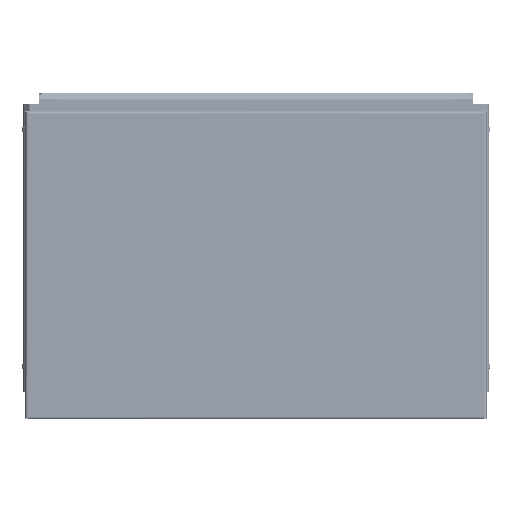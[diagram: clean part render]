
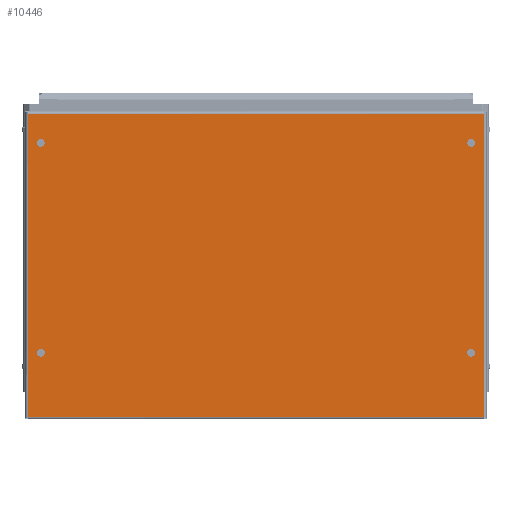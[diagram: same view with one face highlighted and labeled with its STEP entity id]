
A CAD part, front view. The second image highlights one B-rep face of the part: STEP entity #10446.
In plain terms, the highlighted face is planar.
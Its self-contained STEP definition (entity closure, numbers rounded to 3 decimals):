
#1223=FACE_BOUND('',#14063,.T.);
#1224=FACE_BOUND('',#14064,.T.);
#1225=FACE_BOUND('',#14065,.T.);
#1226=FACE_BOUND('',#14066,.T.);
#1227=FACE_BOUND('',#14067,.T.);
#2302=PLANE('',#31497);
#2922=B_SPLINE_CURVE_WITH_KNOTS('',3,(#51797,#51798,#51799,#51800),
 .UNSPECIFIED.,.F.,.F.,(4,4),(0.,1.),.UNSPECIFIED.);
#2923=B_SPLINE_CURVE_WITH_KNOTS('',3,(#51802,#51803,#51804,#51805),
 .UNSPECIFIED.,.F.,.F.,(4,4),(0.,1.),.UNSPECIFIED.);
#2924=B_SPLINE_CURVE_WITH_KNOTS('',3,(#51807,#51808,#51809,#51810),
 .UNSPECIFIED.,.F.,.F.,(4,4),(0.,1.),.UNSPECIFIED.);
#2925=B_SPLINE_CURVE_WITH_KNOTS('',3,(#51812,#51813,#51814,#51815),
 .UNSPECIFIED.,.F.,.F.,(4,4),(0.,1.),.UNSPECIFIED.);
#10446=ADVANCED_FACE('F27',(#1223,#1224,#1225,#1226,#1227),#2302,.T.);
#14063=EDGE_LOOP('',(#21765,#21766,#21767,#21768));
#14064=EDGE_LOOP('',(#21769));
#14065=EDGE_LOOP('',(#21770));
#14066=EDGE_LOOP('',(#21771));
#14067=EDGE_LOOP('',(#21772));
#21765=ORIENTED_EDGE('',*,*,#28887,.F.);
#21766=ORIENTED_EDGE('',*,*,#28888,.F.);
#21767=ORIENTED_EDGE('',*,*,#28889,.F.);
#21768=ORIENTED_EDGE('',*,*,#28890,.F.);
#21769=ORIENTED_EDGE('',*,*,#28885,.T.);
#21770=ORIENTED_EDGE('',*,*,#28882,.T.);
#21771=ORIENTED_EDGE('',*,*,#28879,.T.);
#21772=ORIENTED_EDGE('',*,*,#28876,.T.);
#24904=VERTEX_POINT('',#51762);
#24907=VERTEX_POINT('',#51772);
#24909=VERTEX_POINT('',#51779);
#24911=VERTEX_POINT('',#51786);
#24913=VERTEX_POINT('',#51793);
#24914=VERTEX_POINT('',#51801);
#24915=VERTEX_POINT('',#51806);
#24916=VERTEX_POINT('',#51811);
#28876=EDGE_CURVE('E108',#24907,#24907,#29704,.T.);
#28879=EDGE_CURVE('E107',#24909,#24909,#29706,.T.);
#28882=EDGE_CURVE('E106',#24911,#24911,#29708,.T.);
#28885=EDGE_CURVE('E105',#24913,#24913,#29710,.T.);
#28887=EDGE_CURVE('E88',#24904,#24914,#2922,.T.);
#28888=EDGE_CURVE('E68',#24915,#24904,#2923,.T.);
#28889=EDGE_CURVE('E80',#24916,#24915,#2924,.T.);
#28890=EDGE_CURVE('E62',#24914,#24916,#2925,.T.);
#29704=CIRCLE('',#31485,5.);
#29706=CIRCLE('',#31488,5.);
#29708=CIRCLE('',#31491,5.);
#29710=CIRCLE('',#31494,5.);
#31485=AXIS2_PLACEMENT_3D('',#51773,#37807,#37808);
#31488=AXIS2_PLACEMENT_3D('',#51780,#37813,#37814);
#31491=AXIS2_PLACEMENT_3D('',#51787,#37819,#37820);
#31494=AXIS2_PLACEMENT_3D('',#51794,#37825,#37826);
#31497=AXIS2_PLACEMENT_3D('',#51816,#37831,#37832);
#37807=DIRECTION('',(0.,-1.,0.));
#37808=DIRECTION('',(0.,0.,-1.));
#37813=DIRECTION('',(0.,-1.,0.));
#37814=DIRECTION('',(0.,0.,-1.));
#37819=DIRECTION('',(0.,-1.,0.));
#37820=DIRECTION('',(0.,0.,-1.));
#37825=DIRECTION('',(0.,-1.,0.));
#37826=DIRECTION('',(0.,0.,-1.));
#37831=DIRECTION('',(0.,1.,0.));
#37832=DIRECTION('',(0.,0.,1.));
#51762=CARTESIAN_POINT('',(189.209,-1357.554,-637.844));
#51772=CARTESIAN_POINT('',(172.709,-1357.555,-725.344));
#51773=CARTESIAN_POINT('',(172.709,-1357.555,-720.344));
#51779=CARTESIAN_POINT('',(-381.291,-1357.555,-725.344));
#51780=CARTESIAN_POINT('',(-381.291,-1357.555,-720.344));
#51786=CARTESIAN_POINT('',(172.709,-1357.555,-995.344));
#51787=CARTESIAN_POINT('',(172.709,-1357.555,-990.344));
#51793=CARTESIAN_POINT('',(-381.291,-1357.555,-995.344));
#51794=CARTESIAN_POINT('',(-381.291,-1357.555,-990.344));
#51797=CARTESIAN_POINT('',(189.209,-1357.554,-637.844));
#51798=CARTESIAN_POINT('',(-6.458,-1357.554,-637.844));
#51799=CARTESIAN_POINT('',(-202.125,-1357.554,-637.844));
#51800=CARTESIAN_POINT('',(-397.791,-1357.554,-637.844));
#51801=CARTESIAN_POINT('',(-397.791,-1357.554,-637.844));
#51802=CARTESIAN_POINT('',(189.209,-1357.554,-1027.844));
#51803=CARTESIAN_POINT('',(189.209,-1357.554,-897.844));
#51804=CARTESIAN_POINT('',(189.209,-1357.554,-767.844));
#51805=CARTESIAN_POINT('',(189.209,-1357.554,-637.844));
#51806=CARTESIAN_POINT('',(189.209,-1357.554,-1027.844));
#51807=CARTESIAN_POINT('',(-397.791,-1357.554,-1027.844));
#51808=CARTESIAN_POINT('',(-202.125,-1357.554,-1027.844));
#51809=CARTESIAN_POINT('',(-6.458,-1357.554,-1027.844));
#51810=CARTESIAN_POINT('',(189.209,-1357.554,-1027.844));
#51811=CARTESIAN_POINT('',(-397.791,-1357.554,-1027.844));
#51812=CARTESIAN_POINT('',(-397.791,-1357.554,-637.844));
#51813=CARTESIAN_POINT('',(-397.791,-1357.554,-767.844));
#51814=CARTESIAN_POINT('',(-397.791,-1357.554,-897.844));
#51815=CARTESIAN_POINT('',(-397.791,-1357.554,-1027.844));
#51816=CARTESIAN_POINT('',(-397.791,-1357.555,-1027.844));
